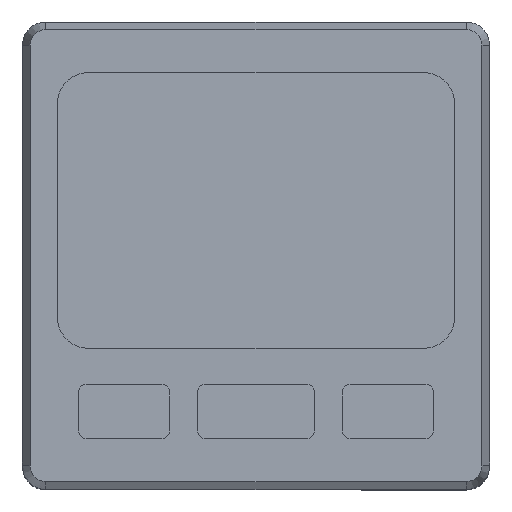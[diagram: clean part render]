
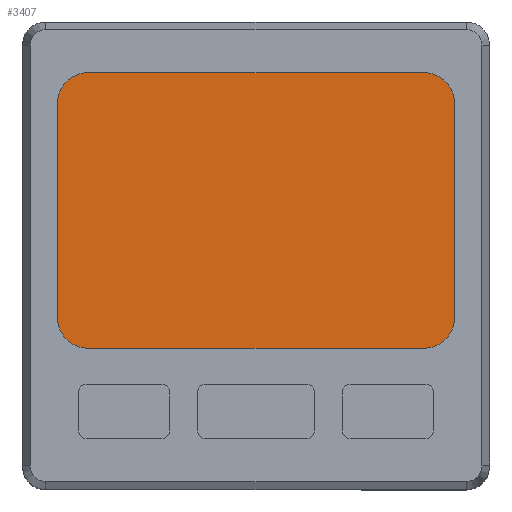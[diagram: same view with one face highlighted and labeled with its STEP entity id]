
A CAD part, top view. The second image highlights one B-rep face of the part: STEP entity #3407.
In plain terms, the highlighted planar face has unit normal (0, 0, 1).
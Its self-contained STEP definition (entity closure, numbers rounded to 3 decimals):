
#147 = ORIENTED_EDGE ( 'NONE', *, *, #1219, .T. ) ;
#220 = ORIENTED_EDGE ( 'NONE', *, *, #6402, .T. ) ;
#274 = CARTESIAN_POINT ( 'NONE',  ( -10.75, 9.75, 12. ) ) ;
#325 = ORIENTED_EDGE ( 'NONE', *, *, #5413, .T. ) ;
#405 = DIRECTION ( 'NONE',  ( 1., 0., 0. ) ) ;
#471 = DIRECTION ( 'NONE',  ( 0., 0., 1. ) ) ;
#501 = ORIENTED_EDGE ( 'NONE', *, *, #6427, .T. ) ;
#587 = CARTESIAN_POINT ( 'NONE',  ( 12.75, 9.75, 12. ) ) ;
#918 = AXIS2_PLACEMENT_3D ( 'NONE', #5059, #6488, #405 ) ;
#1045 = CARTESIAN_POINT ( 'NONE',  ( 12.75, 9.75, 12. ) ) ;
#1086 = DIRECTION ( 'NONE',  ( 0., 1., 0. ) ) ;
#1128 = EDGE_CURVE ( 'NONE', #2506, #6487, #2769, .T. ) ;
#1140 = AXIS2_PLACEMENT_3D ( 'NONE', #4866, #471, #3365 ) ;
#1171 = EDGE_CURVE ( 'NONE', #6307, #3084, #4394, .T. ) ;
#1185 = EDGE_CURVE ( 'NONE', #3084, #2506, #4000, .T. ) ;
#1219 = EDGE_CURVE ( 'NONE', #6487, #1781, #4558, .T. ) ;
#1291 = AXIS2_PLACEMENT_3D ( 'NONE', #5670, #1390, #7032 ) ;
#1390 = DIRECTION ( 'NONE',  ( 0., 0., 1. ) ) ;
#1497 = PLANE ( 'NONE',  #918 ) ;
#1607 = CARTESIAN_POINT ( 'NONE',  ( 12.75, -3.95, 12. ) ) ;
#1707 = CARTESIAN_POINT ( 'NONE',  ( -12.75, 9.75, 12. ) ) ;
#1781 = VERTEX_POINT ( 'NONE', #1607 ) ;
#1811 = VERTEX_POINT ( 'NONE', #3749 ) ;
#1858 = CIRCLE ( 'NONE', #3981, 2. ) ;
#1886 = CARTESIAN_POINT ( 'NONE',  ( 10.75, -5.95, 12. ) ) ;
#2155 = DIRECTION ( 'NONE',  ( 0., -1., 0. ) ) ;
#2288 = EDGE_CURVE ( 'NONE', #4913, #6307, #1858, .T. ) ;
#2369 = CIRCLE ( 'NONE', #6576, 2. ) ;
#2506 = VERTEX_POINT ( 'NONE', #6803 ) ;
#2743 = DIRECTION ( 'NONE',  ( 1., 0., 0. ) ) ;
#2769 = LINE ( 'NONE', #5526, #3481 ) ;
#3063 = VERTEX_POINT ( 'NONE', #587 ) ;
#3084 = VERTEX_POINT ( 'NONE', #5005 ) ;
#3365 = DIRECTION ( 'NONE',  ( 1., 0., 0. ) ) ;
#3407 = ADVANCED_FACE ( 'NONE', ( #7866 ), #1497, .T. ) ;
#3481 = VECTOR ( 'NONE', #2743, 1000. ) ;
#3749 = CARTESIAN_POINT ( 'NONE',  ( 10.75, 11.75, 12. ) ) ;
#3863 = DIRECTION ( 'NONE',  ( 0., 0., 1. ) ) ;
#3981 = AXIS2_PLACEMENT_3D ( 'NONE', #274, #3863, #7985 ) ;
#4000 = CIRCLE ( 'NONE', #1140, 2. ) ;
#4394 = LINE ( 'NONE', #6769, #4419 ) ;
#4419 = VECTOR ( 'NONE', #2155, 1000. ) ;
#4558 = CIRCLE ( 'NONE', #1291, 2. ) ;
#4706 = CARTESIAN_POINT ( 'NONE',  ( 10.75, 9.75, 12. ) ) ;
#4866 = CARTESIAN_POINT ( 'NONE',  ( -10.75, -3.95, 12. ) ) ;
#4913 = VERTEX_POINT ( 'NONE', #8056 ) ;
#5005 = CARTESIAN_POINT ( 'NONE',  ( -12.75, -3.95, 12. ) ) ;
#5059 = CARTESIAN_POINT ( 'NONE',  ( -10.75, 9.75, 12. ) ) ;
#5413 = EDGE_CURVE ( 'NONE', #3063, #1811, #2369, .T. ) ;
#5526 = CARTESIAN_POINT ( 'NONE',  ( -10.75, -5.95, 12. ) ) ;
#5670 = CARTESIAN_POINT ( 'NONE',  ( 10.75, -3.95, 12. ) ) ;
#6307 = VERTEX_POINT ( 'NONE', #1707 ) ;
#6402 = EDGE_CURVE ( 'NONE', #1781, #3063, #8100, .T. ) ;
#6427 = EDGE_CURVE ( 'NONE', #1811, #4913, #7904, .T. ) ;
#6487 = VERTEX_POINT ( 'NONE', #1886 ) ;
#6488 = DIRECTION ( 'NONE',  ( 0., 0., 1. ) ) ;
#6576 = AXIS2_PLACEMENT_3D ( 'NONE', #4706, #8101, #8091 ) ;
#6580 = EDGE_LOOP ( 'NONE', ( #7543, #7659, #8081, #8051, #147, #220, #325, #501 ) ) ;
#6769 = CARTESIAN_POINT ( 'NONE',  ( -12.75, 9.75, 12. ) ) ;
#6803 = CARTESIAN_POINT ( 'NONE',  ( -10.75, -5.95, 12. ) ) ;
#7032 = DIRECTION ( 'NONE',  ( 1., 0., 0. ) ) ;
#7543 = ORIENTED_EDGE ( 'NONE', *, *, #2288, .T. ) ;
#7659 = ORIENTED_EDGE ( 'NONE', *, *, #1171, .T. ) ;
#7866 = FACE_OUTER_BOUND ( 'NONE', #6580, .T. ) ;
#7887 = DIRECTION ( 'NONE',  ( -1., 0., 0. ) ) ;
#7904 = LINE ( 'NONE', #8013, #7913 ) ;
#7913 = VECTOR ( 'NONE', #7887, 1000. ) ;
#7985 = DIRECTION ( 'NONE',  ( 1., 0., 0. ) ) ;
#8013 = CARTESIAN_POINT ( 'NONE',  ( -10.75, 11.75, 12. ) ) ;
#8051 = ORIENTED_EDGE ( 'NONE', *, *, #1128, .T. ) ;
#8056 = CARTESIAN_POINT ( 'NONE',  ( -10.75, 11.75, 12. ) ) ;
#8072 = VECTOR ( 'NONE', #1086, 1000. ) ;
#8081 = ORIENTED_EDGE ( 'NONE', *, *, #1185, .T. ) ;
#8091 = DIRECTION ( 'NONE',  ( -1., 0., 0. ) ) ;
#8100 = LINE ( 'NONE', #1045, #8072 ) ;
#8101 = DIRECTION ( 'NONE',  ( 0., 0., 1. ) ) ;
